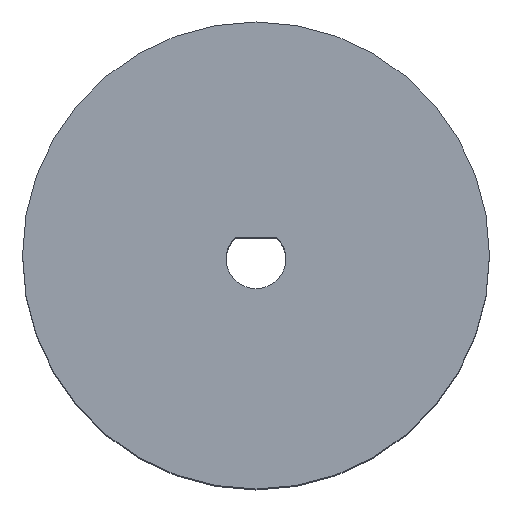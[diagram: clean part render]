
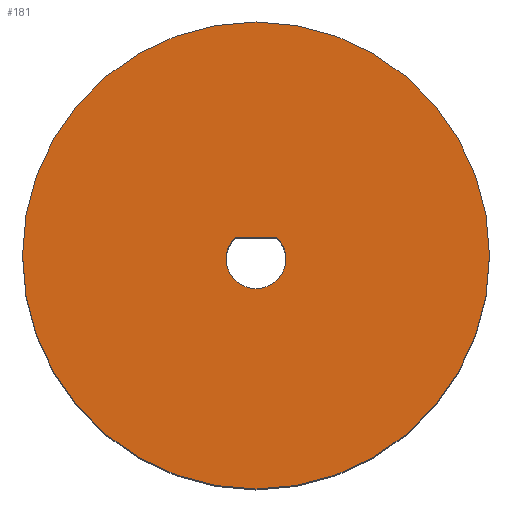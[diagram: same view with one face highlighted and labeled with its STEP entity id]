
A CAD part, top view. The second image highlights one B-rep face of the part: STEP entity #181.
In plain terms, the highlighted planar face has unit normal (0, 0, 1).
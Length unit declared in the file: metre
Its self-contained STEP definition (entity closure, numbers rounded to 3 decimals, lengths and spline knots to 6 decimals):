
#14=CIRCLE('',#206,0.0127);
#18=CIRCLE('',#213,0.001626);
#22=PLANE('',#212);
#28=LINE('',#345,#36);
#36=VECTOR('',#251,1.);
#56=ORIENTED_EDGE('',*,*,#94,.F.);
#57=ORIENTED_EDGE('',*,*,#95,.T.);
#58=ORIENTED_EDGE('',*,*,#90,.T.);
#90=EDGE_CURVE('',#110,#110,#14,.T.);
#94=EDGE_CURVE('',#114,#115,#18,.T.);
#95=EDGE_CURVE('',#114,#115,#28,.T.);
#110=VERTEX_POINT('',#332);
#114=VERTEX_POINT('',#343);
#115=VERTEX_POINT('',#344);
#134=EDGE_LOOP('',(#56,#57));
#135=EDGE_LOOP('',(#58));
#158=FACE_BOUND('',#134,.T.);
#159=FACE_BOUND('',#135,.T.);
#181=ADVANCED_FACE('',(#158,#159),#22,.T.);
#206=AXIS2_PLACEMENT_3D('',#331,#235,#236);
#212=AXIS2_PLACEMENT_3D('',#341,#247,#248);
#213=AXIS2_PLACEMENT_3D('',#342,#249,#250);
#235=DIRECTION('',(0.,0.,1.));
#236=DIRECTION('',(1.,0.,0.));
#247=DIRECTION('',(0.,0.,1.));
#248=DIRECTION('',(1.,0.,0.));
#249=DIRECTION('',(0.,0.,1.));
#250=DIRECTION('',(1.,0.,0.));
#251=DIRECTION('',(1.,0.,0.));
#331=CARTESIAN_POINT('',(0.,0.,0.04318));
#332=CARTESIAN_POINT('',(0.0127,0.,0.04318));
#341=CARTESIAN_POINT('',(0.,0.,0.04318));
#342=CARTESIAN_POINT('',(0.,-0.00018,0.04318));
#343=CARTESIAN_POINT('',(-0.001118,0.001,0.04318));
#344=CARTESIAN_POINT('',(0.001118,0.001,0.04318));
#345=CARTESIAN_POINT('',(0.,0.001,0.04318));
